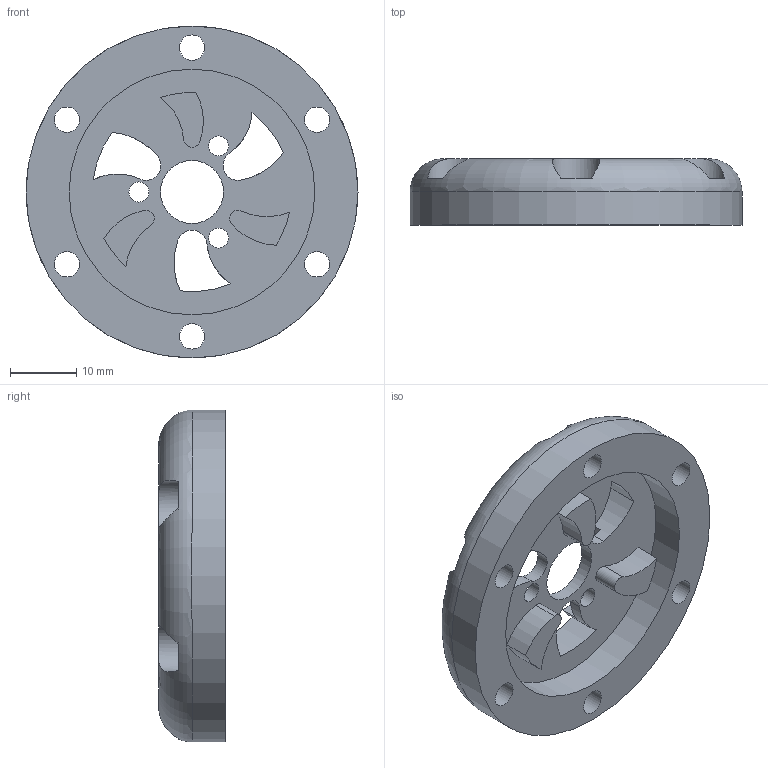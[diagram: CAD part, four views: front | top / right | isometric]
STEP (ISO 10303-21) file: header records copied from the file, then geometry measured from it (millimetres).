
FILE_DESCRIPTION(/* description */ (''),/* implementation_level */ '2;1');
FILE_NAME(/* name */ 'MotorHolder.step',/* time_stamp */ '2023-06-10T11:34:58-04:00',/* author */ (''),/* organization */ (''),/* preprocessor_version */ 'ST-DEVELOPER v19.2',/* originating_system */ 'Autodesk Translation Framework v12.6.0.85',/* authorisation */ '');
FILE_SCHEMA (('AUTOMOTIVE_DESIGN { 1 0 10303 214 3 1 1 }'));
Length unit declared in the file: millimetre
Products named in the file (1): Flash Hobby 3536
Bounding box: 50 x 10 x 50 mm (x, y, z)
Volume: 11010.8 mm3; surface area: 6712.2 mm2
Topology: 1 solids, 1 shells, 65 faces, 183 edges, 122 vertices
Faces by surface type: cylinder 48, plane 16, torus 1
Full cylindrical faces by diameter (mm): 3.013 x3, 3.81 x6, 9.5 x1, 37 x1, 50 x1
Entity records: 2370 total; most frequent: CARTESIAN_POINT 503, DIRECTION 420, ORIENTED_EDGE 366, EDGE_CURVE 183, AXIS2_PLACEMENT_3D 183, VERTEX_POINT 122, CIRCLE 117, EDGE_LOOP 93
